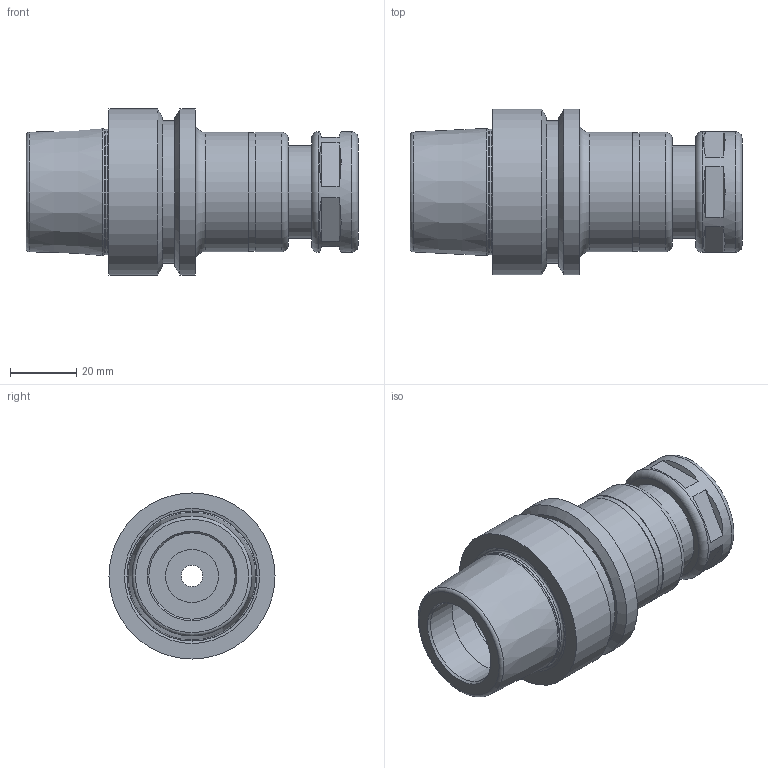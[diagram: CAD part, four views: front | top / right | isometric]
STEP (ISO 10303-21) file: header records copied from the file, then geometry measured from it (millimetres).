
FILE_DESCRIPTION((''),'2;1');
FILE_NAME('536054116075-3D.stp','2022-01-31T15:55:02',('nttooll'),(''),'Autodesk Inventor 2012','Autodesk Inventor 2012','');
FILE_SCHEMA(('AUTOMOTIVE_DESIGN { 1 0 10303 214 1 1 1 1 }'));
Length unit declared in the file: millimetre
Products named in the file (1): 536054116075-3D
Bounding box: 100 x 50 x 50 mm (x, y, z)
Volume: 82464.6 mm3; surface area: 24950.8 mm2
Topology: 1 solids, 1 shells, 80 faces, 139 edges, 86 vertices
Faces by surface type: plane 39, cylinder 21, cone 11, torus 9
Full cylindrical faces by diameter (mm): 6.5 x1, 16 x1, 16.3 x1, 16.4 x1, 17.5 x1, 20 x1, 22.1 x1, 24.5 x1, 26 x2, 28 x2, 32 x1, 35.6 x1, 36 x2, 36.3 x1, 37.9 x1, 43 x1, 50 x2
Entity records: 1742 total; most frequent: DIRECTION 334, CARTESIAN_POINT 265, ORIENTED_EDGE 196, AXIS2_PLACEMENT_3D 155, EDGE_LOOP 148, EDGE_CURVE 98, VERTEX_POINT 86, FACE_OUTER_BOUND 80
